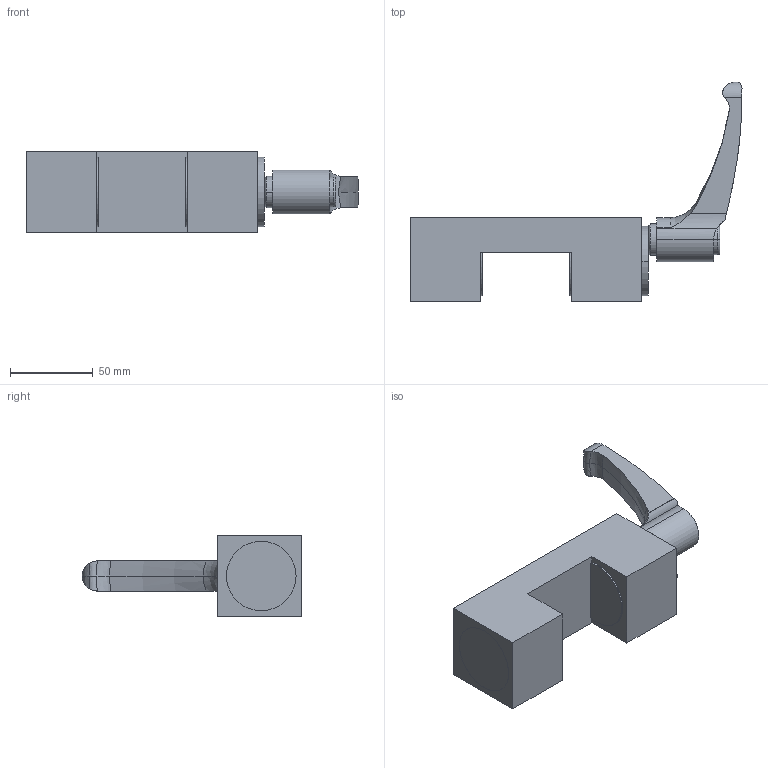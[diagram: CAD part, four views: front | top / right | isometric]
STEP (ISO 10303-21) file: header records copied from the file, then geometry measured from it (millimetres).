
FILE_DESCRIPTION(('HOOPS Exchange Step'),'2;1');
FILE_NAME('export-36B4A0EC-80E2-4842-9BB0-25AE0E95378E.stp','2023-01-19T15:11:31+01:00',('Engineering'),('Alibre'),'HOOPS Exchange 2021.0','Alibre','Unknown authorisation');
FILE_SCHEMA( ('AP242_MANAGED_MODEL_BASED_3D_ENGINEERING_MIM_LF {1 0 10303 442 1 1 4 }') );
Length unit declared in the file: millimetre
Products named in the file (3): 6212-2 HK5501A Manual Clamping Element ELESA-Klemmhebel GN 604-95-M10-SG; 6212-1 HK5501A Manual Clamping Element BODY; 6212 HK5501A Manual Clamping Element
Assembly tree (2 placements, depth 2):
  6212 HK5501A Manual Clamping Element
    6212-2 HK5501A Manual Clamping Element ELESA-Klemmhebel GN 604-95-M10-SG
    6212-1 HK5501A Manual Clamping Element BODY
Bounding box: 200.61 x 132.7 x 49 mm (x, y, z)
Volume: 40319.7 mm3; surface area: 45170.3 mm2
Topology: 1 solids, 31 shells, 98 faces, 305 edges, 228 vertices
Faces by surface type: cylinder 37, plane 28, torus 18, cone 14, bspline 1
Entity records: 3681 total; most frequent: CARTESIAN_POINT 852, DIRECTION 595, ORIENTED_EDGE 457, EDGE_CURVE 301, AXIS2_PLACEMENT_3D 230, VERTEX_POINT 228, VECTOR 135, LINE 135
